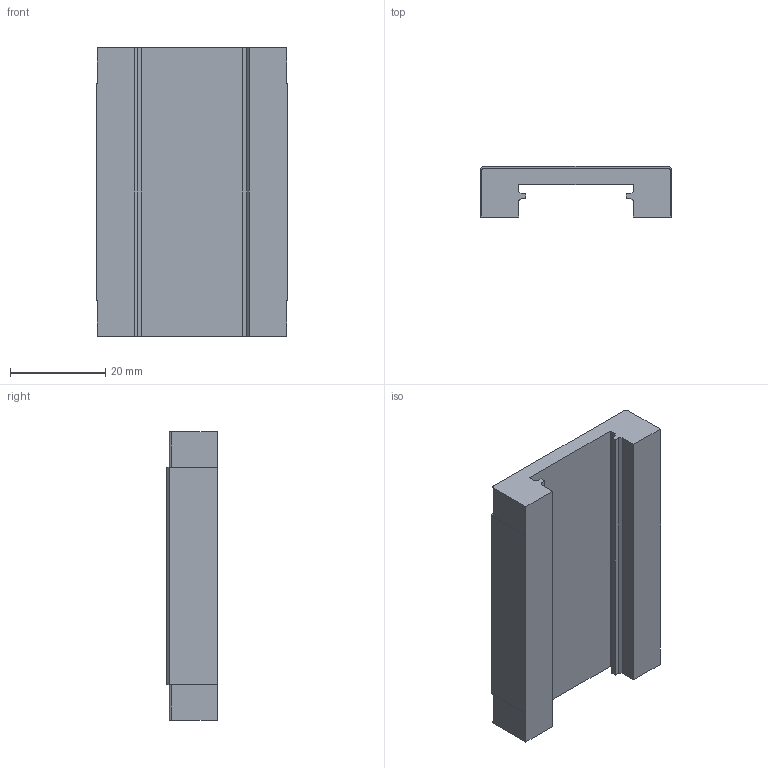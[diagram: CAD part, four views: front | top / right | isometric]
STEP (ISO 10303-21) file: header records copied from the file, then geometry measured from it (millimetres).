
FILE_DESCRIPTION (( 'STEP AP214' ), '1' );
FILE_NAME ('B562 Ðåëüñîâàÿ êàðåòêà MGW 12H.STEP', '2026-01-28T22:26:46', ( '' ), ( '' ), 'SwSTEP 2.0', 'SolidWorks 2026', '' );
FILE_SCHEMA (( 'AUTOMOTIVE_DESIGN' ));
Length unit declared in the file: millimetre
Products named in the file (1): B562 Рельсовая каретка MGW 12H
Bounding box: 40 x 10.6 x 60.4 mm (x, y, z)
Volume: 15408.1 mm3; surface area: 7816 mm2
Topology: 1 solids, 1 shells, 56 faces, 142 edges, 92 vertices
Faces by surface type: plane 36, cylinder 12, cone 8
Entity records: 1697 total; most frequent: CARTESIAN_POINT 291, DIRECTION 288, ORIENTED_EDGE 284, EDGE_CURVE 142, LINE 110, VECTOR 110, VERTEX_POINT 92, AXIS2_PLACEMENT_3D 89
